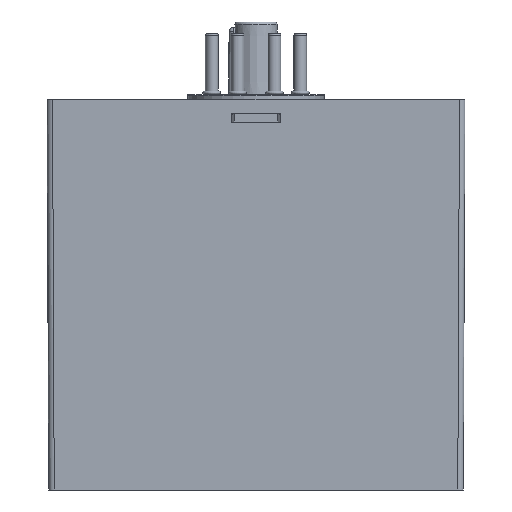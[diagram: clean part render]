
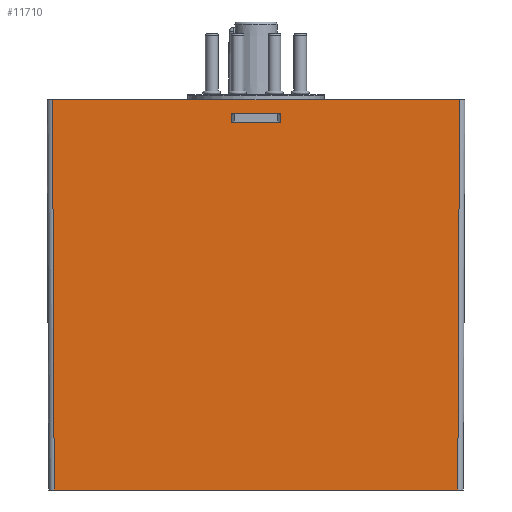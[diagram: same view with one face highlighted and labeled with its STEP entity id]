
A CAD part, front view. The second image highlights one B-rep face of the part: STEP entity #11710.
In plain terms, the highlighted planar face has unit normal (0, -1, -0.004).
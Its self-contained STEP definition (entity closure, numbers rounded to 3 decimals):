
#11609=CARTESIAN_POINT('',(36.69,-18.69,-71.0));
#11610=VERTEX_POINT('',#11609);
#11628=CARTESIAN_POINT('',(37.,-19.0,0.0));
#11629=VERTEX_POINT('',#11628);
#11637=CARTESIAN_POINT('',(37.,-19.0,0.));
#11638=DIRECTION('',(-0.004,0.004,-1.));
#11639=VECTOR('',#11638,71.001);
#11640=LINE('',#11637,#11639);
#11641=EDGE_CURVE('',#11629,#11610,#11640,.T.);
#11646=CARTESIAN_POINT('',(-38.0,-19.,0.0));
#11647=DIRECTION('',(0.,-1.,-0.004));
#11648=DIRECTION('',(-1.0,0.0,0.0));
#11649=AXIS2_PLACEMENT_3D('',#11646,#11647,#11648);
#11650=PLANE('',#11649);
#11651=ORIENTED_EDGE('',*,*,#11641,.F.);
#11652=CARTESIAN_POINT('',(-37.,-19.,0.0));
#11653=VERTEX_POINT('',#11652);
#11654=CARTESIAN_POINT('',(37.,-19.0,0.0));
#11655=DIRECTION('',(-1.0,0.0,0.0));
#11656=VECTOR('',#11655,74.);
#11657=LINE('',#11654,#11656);
#11658=EDGE_CURVE('',#11629,#11653,#11657,.T.);
#11659=ORIENTED_EDGE('',*,*,#11658,.T.);
#11660=CARTESIAN_POINT('',(-36.69,-18.69,-71.0));
#11661=VERTEX_POINT('',#11660);
#11662=CARTESIAN_POINT('',(-36.69,-18.69,-71.));
#11663=DIRECTION('',(-0.004,-0.004,1.));
#11664=VECTOR('',#11663,71.001);
#11665=LINE('',#11662,#11664);
#11666=EDGE_CURVE('',#11661,#11653,#11665,.T.);
#11667=ORIENTED_EDGE('',*,*,#11666,.F.);
#11668=CARTESIAN_POINT('',(-36.69,-18.69,-71.0));
#11669=DIRECTION('',(1.0,0.0,0.0));
#11670=VECTOR('',#11669,73.38);
#11671=LINE('',#11668,#11670);
#11672=EDGE_CURVE('',#11661,#11610,#11671,.T.);
#11673=ORIENTED_EDGE('',*,*,#11672,.T.);
#11674=EDGE_LOOP('',(#11651,#11659,#11667,#11673));
#11675=FACE_OUTER_BOUND('',#11674,.T.);
#11676=CARTESIAN_POINT('',(-4.5,-18.982,-4.2));
#11677=VERTEX_POINT('',#11676);
#11678=CARTESIAN_POINT('',(-4.5,-18.989,-2.5));
#11679=VERTEX_POINT('',#11678);
#11680=CARTESIAN_POINT('',(-4.5,-18.982,-4.2));
#11681=DIRECTION('',(0.0,-0.004,1.));
#11682=VECTOR('',#11681,1.7);
#11683=LINE('',#11680,#11682);
#11684=EDGE_CURVE('',#11677,#11679,#11683,.T.);
#11685=ORIENTED_EDGE('',*,*,#11684,.T.);
#11686=CARTESIAN_POINT('',(4.5,-18.989,-2.5));
#11687=VERTEX_POINT('',#11686);
#11688=CARTESIAN_POINT('',(-4.5,-18.989,-2.5));
#11689=DIRECTION('',(1.0,0.0,0.0));
#11690=VECTOR('',#11689,9.);
#11691=LINE('',#11688,#11690);
#11692=EDGE_CURVE('',#11679,#11687,#11691,.T.);
#11693=ORIENTED_EDGE('',*,*,#11692,.T.);
#11694=CARTESIAN_POINT('',(4.5,-18.982,-4.2));
#11695=VERTEX_POINT('',#11694);
#11696=CARTESIAN_POINT('',(4.5,-18.989,-2.5));
#11697=DIRECTION('',(0.0,0.004,-1.));
#11698=VECTOR('',#11697,1.7);
#11699=LINE('',#11696,#11698);
#11700=EDGE_CURVE('',#11687,#11695,#11699,.T.);
#11701=ORIENTED_EDGE('',*,*,#11700,.T.);
#11702=CARTESIAN_POINT('',(4.5,-18.982,-4.2));
#11703=DIRECTION('',(-1.0,0.0,0.0));
#11704=VECTOR('',#11703,9.);
#11705=LINE('',#11702,#11704);
#11706=EDGE_CURVE('',#11695,#11677,#11705,.T.);
#11707=ORIENTED_EDGE('',*,*,#11706,.T.);
#11708=EDGE_LOOP('',(#11685,#11693,#11701,#11707));
#11709=FACE_BOUND('',#11708,.T.);
#11710=ADVANCED_FACE('',(#11675,#11709),#11650,.T.);
